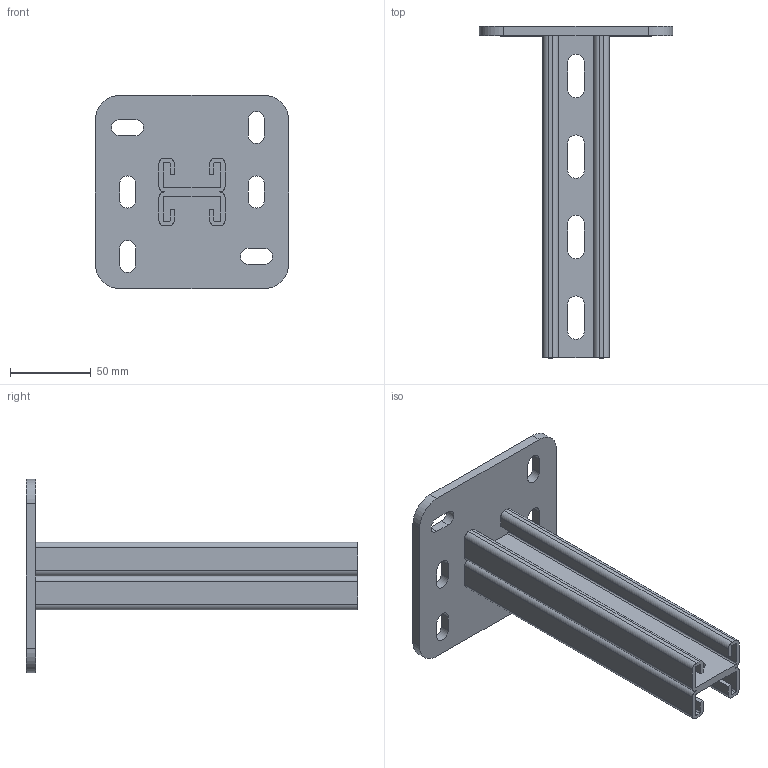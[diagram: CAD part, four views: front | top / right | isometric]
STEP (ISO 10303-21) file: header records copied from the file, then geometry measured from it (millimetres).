
FILE_DESCRIPTION (( 'STEP AP203' ), '1' );
FILE_NAME ('Ïîäâåñ BSD-21_BSD2102.STEP', '2012-11-16T08:59:55', ( 'Àñååâ' ), ( '' ), 'SwSTEP 2.0', 'SolidWorks 2012', '' );
FILE_SCHEMA (( 'CONFIG_CONTROL_DESIGN' ));
Length unit declared in the file: millimetre
Products named in the file (1): 砐鳱殥 BSD-21_BSD2102
Bounding box: 120 x 206 x 120 mm (x, y, z)
Volume: 174822.7 mm3; surface area: 99453.3 mm2
Topology: 1 solids, 1 shells, 105 faces, 306 edges, 204 vertices
Faces by surface type: plane 57, cylinder 48
Entity records: 3613 total; most frequent: CARTESIAN_POINT 616, DIRECTION 614, ORIENTED_EDGE 612, EDGE_CURVE 306, LINE 210, VECTOR 210, VERTEX_POINT 204, AXIS2_PLACEMENT_3D 202
